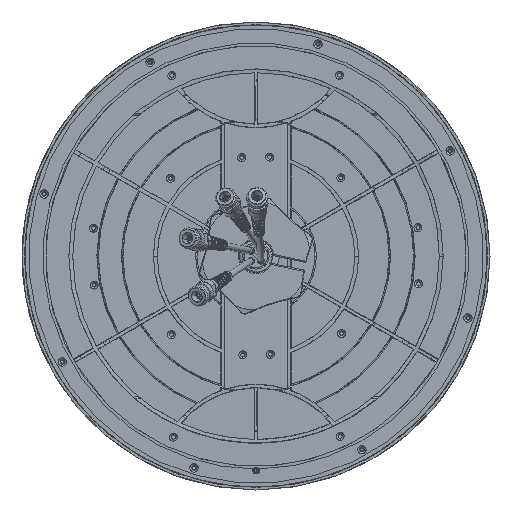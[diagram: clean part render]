
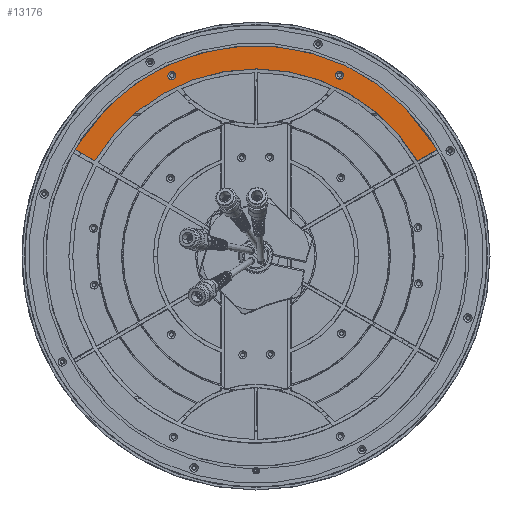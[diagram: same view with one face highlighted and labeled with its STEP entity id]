
A CAD part, front view. The second image highlights one B-rep face of the part: STEP entity #13176.
In plain terms, the highlighted planar face has unit normal (0, -1, 0).
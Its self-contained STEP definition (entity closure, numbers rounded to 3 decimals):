
#238 = CARTESIAN_POINT ( 'NONE',  ( 113.947, 0.2, 113.947 ) ) ;
#1515 = EDGE_CURVE ( 'NONE', #32289, #31364, #6571, .T. ) ;
#2534 = CARTESIAN_POINT ( 'NONE',  ( -64.428, 0.2, 141.139 ) ) ;
#2605 = VERTEX_POINT ( 'NONE', #29956 ) ;
#3101 = CARTESIAN_POINT ( 'NONE',  ( 63.982, 0.2, 138.536 ) ) ;
#3202 = EDGE_CURVE ( 'NONE', #2605, #20933, #50378, .T. ) ;
#4220 = DIRECTION ( 'NONE',  ( 0., 1., 0. ) ) ;
#5886 = ORIENTED_EDGE ( 'NONE', *, *, #3202, .F. ) ;
#6450 = AXIS2_PLACEMENT_3D ( 'NONE', #22275, #48063, #52491 ) ;
#6571 = CIRCLE ( 'NONE', #13694, 3.05 ) ;
#7230 = AXIS2_PLACEMENT_3D ( 'NONE', #21303, #14049, #22686 ) ;
#7634 = EDGE_CURVE ( 'NONE', #9553, #20933, #44497, .T. ) ;
#8393 = CARTESIAN_POINT ( 'NONE',  ( 63.982, 0.2, 138.536 ) ) ;
#8552 = EDGE_LOOP ( 'NONE', ( #31172, #49626 ) ) ;
#9553 = VERTEX_POINT ( 'NONE', #238 ) ;
#11002 = CIRCLE ( 'NONE', #46474, 3.05 ) ;
#11280 = VERTEX_POINT ( 'NONE', #42307 ) ;
#11698 = CARTESIAN_POINT ( 'NONE',  ( -64.428, 0.2, 138.089 ) ) ;
#12450 = LINE ( 'NONE', #42702, #39633 ) ;
#13176 = ADVANCED_FACE ( 'NONE', ( #26421, #34743, #43081 ), #22817, .T. ) ;
#13177 = CARTESIAN_POINT ( 'NONE',  ( 0.815, 0.2, 1.301 ) ) ;
#13489 = VERTEX_POINT ( 'NONE', #44705 ) ;
#13694 = AXIS2_PLACEMENT_3D ( 'NONE', #43674, #19263, #36419 ) ;
#13835 = VERTEX_POINT ( 'NONE', #52427 ) ;
#14049 = DIRECTION ( 'NONE',  ( 0., -1., 0. ) ) ;
#14696 = EDGE_CURVE ( 'NONE', #13835, #13489, #40213, .T. ) ;
#15335 = DIRECTION ( 'NONE',  ( 0., 0., -1. ) ) ;
#16772 = CARTESIAN_POINT ( 'NONE',  ( -138.783, 0.2, 81.898 ) ) ;
#17015 = DIRECTION ( 'NONE',  ( 0., 0., -1. ) ) ;
#18828 = ORIENTED_EDGE ( 'NONE', *, *, #7634, .T. ) ;
#19263 = DIRECTION ( 'NONE',  ( 0., 1., 0. ) ) ;
#19421 = EDGE_LOOP ( 'NONE', ( #26545, #51870, #37936, #18828, #5886 ) ) ;
#20933 = VERTEX_POINT ( 'NONE', #16772 ) ;
#21022 = CARTESIAN_POINT ( 'NONE',  ( 0.019, 0.2, -0.078 ) ) ;
#21303 = CARTESIAN_POINT ( 'NONE',  ( 0., 0.2, 0. ) ) ;
#22275 = CARTESIAN_POINT ( 'NONE',  ( 0., 0.2, 0. ) ) ;
#22686 = DIRECTION ( 'NONE',  ( -0.707, 0., -0.707 ) ) ;
#22817 = PLANE ( 'NONE',  #6450 ) ;
#23289 = EDGE_CURVE ( 'NONE', #13489, #13835, #11002, .T. ) ;
#24218 = DIRECTION ( 'NONE',  ( 0., 1., 0. ) ) ;
#24235 = EDGE_LOOP ( 'NONE', ( #47968, #43279 ) ) ;
#25810 = CARTESIAN_POINT ( 'NONE',  ( -64.428, 0.2, 135.039 ) ) ;
#26055 = DIRECTION ( 'NONE',  ( 0.866, 0., 0.5 ) ) ;
#26421 = FACE_BOUND ( 'NONE', #24235, .T. ) ;
#26545 = ORIENTED_EDGE ( 'NONE', *, *, #47730, .F. ) ;
#27539 = CARTESIAN_POINT ( 'NONE',  ( 0., 0.2, 0. ) ) ;
#27585 = VECTOR ( 'NONE', #29845, 1000. ) ;
#28632 = DIRECTION ( 'NONE',  ( 0., 0., -1. ) ) ;
#28685 = AXIS2_PLACEMENT_3D ( 'NONE', #8393, #4220, #17015 ) ;
#29845 = DIRECTION ( 'NONE',  ( -0.866, 0., 0.5 ) ) ;
#29956 = CARTESIAN_POINT ( 'NONE',  ( -123.365, 0.2, 72.996 ) ) ;
#30095 = AXIS2_PLACEMENT_3D ( 'NONE', #11698, #41111, #28632 ) ;
#30468 = EDGE_CURVE ( 'NONE', #53923, #11280, #12450, .T. ) ;
#31172 = ORIENTED_EDGE ( 'NONE', *, *, #1515, .T. ) ;
#31364 = VERTEX_POINT ( 'NONE', #2534 ) ;
#32069 = AXIS2_PLACEMENT_3D ( 'NONE', #21022, #54824, #38464 ) ;
#32289 = VERTEX_POINT ( 'NONE', #25810 ) ;
#34743 = FACE_BOUND ( 'NONE', #8552, .T. ) ;
#36419 = DIRECTION ( 'NONE',  ( 0., 0., -1. ) ) ;
#37936 = ORIENTED_EDGE ( 'NONE', *, *, #38278, .T. ) ;
#38278 = EDGE_CURVE ( 'NONE', #11280, #9553, #44691, .T. ) ;
#38464 = DIRECTION ( 'NONE',  ( -1., 0., 0. ) ) ;
#39633 = VECTOR ( 'NONE', #26055, 1000. ) ;
#40213 = CIRCLE ( 'NONE', #28685, 3.05 ) ;
#41111 = DIRECTION ( 'NONE',  ( 0., 1., 0. ) ) ;
#41310 = EDGE_CURVE ( 'NONE', #31364, #32289, #46933, .T. ) ;
#41393 = DIRECTION ( 'NONE',  ( -0.707, 0., -0.707 ) ) ;
#42043 = AXIS2_PLACEMENT_3D ( 'NONE', #27539, #44469, #41393 ) ;
#42307 = CARTESIAN_POINT ( 'NONE',  ( 138.872, 0.2, 81.747 ) ) ;
#42702 = CARTESIAN_POINT ( 'NONE',  ( -0.679, 0.2, 1.177 ) ) ;
#42737 = CIRCLE ( 'NONE', #32069, 143.4 ) ;
#43081 = FACE_OUTER_BOUND ( 'NONE', #19421, .T. ) ;
#43279 = ORIENTED_EDGE ( 'NONE', *, *, #14696, .T. ) ;
#43674 = CARTESIAN_POINT ( 'NONE',  ( -64.428, 0.2, 138.089 ) ) ;
#43938 = CARTESIAN_POINT ( 'NONE',  ( 123.483, 0.2, 72.862 ) ) ;
#44469 = DIRECTION ( 'NONE',  ( 0., -1., 0. ) ) ;
#44497 = CIRCLE ( 'NONE', #7230, 161.146 ) ;
#44691 = CIRCLE ( 'NONE', #42043, 161.146 ) ;
#44705 = CARTESIAN_POINT ( 'NONE',  ( 63.982, 0.2, 135.486 ) ) ;
#46474 = AXIS2_PLACEMENT_3D ( 'NONE', #3101, #24218, #15335 ) ;
#46933 = CIRCLE ( 'NONE', #30095, 3.05 ) ;
#47730 = EDGE_CURVE ( 'NONE', #53923, #2605, #42737, .T. ) ;
#47968 = ORIENTED_EDGE ( 'NONE', *, *, #23289, .T. ) ;
#48063 = DIRECTION ( 'NONE',  ( 0., -1., 0. ) ) ;
#49626 = ORIENTED_EDGE ( 'NONE', *, *, #41310, .T. ) ;
#50378 = LINE ( 'NONE', #13177, #27585 ) ;
#51870 = ORIENTED_EDGE ( 'NONE', *, *, #30468, .T. ) ;
#52427 = CARTESIAN_POINT ( 'NONE',  ( 63.982, 0.2, 141.586 ) ) ;
#52491 = DIRECTION ( 'NONE',  ( 0., 0., -1. ) ) ;
#53923 = VERTEX_POINT ( 'NONE', #43938 ) ;
#54824 = DIRECTION ( 'NONE',  ( 0., -1., 0. ) ) ;
